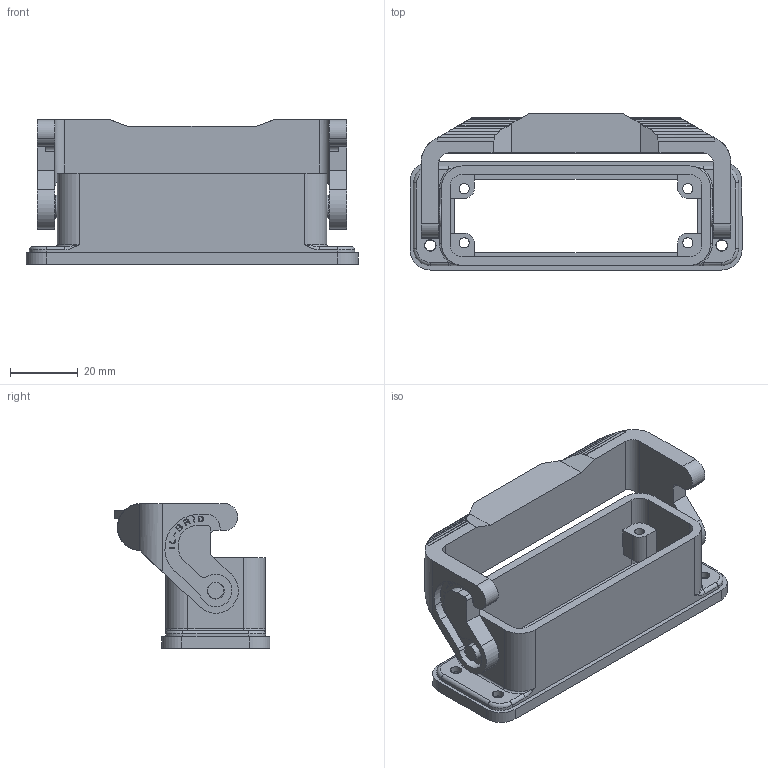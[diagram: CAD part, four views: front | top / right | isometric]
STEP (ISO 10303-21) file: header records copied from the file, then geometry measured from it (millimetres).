
FILE_DESCRIPTION(('Creo Elements/Direct Modeling STEP Export'),'2;1');
FILE_NAME('0ln7tug4lildmin1528','2018-11-05T10:54:52',(''),(''),'PTC Creo Elements/Direct Modeling STEP processor for AP214 (Solid Model)','PTC Creo Elements/Direct Modeling 19.0E 27-Jun-2016 (C) Parametric Technology GmbH','');
FILE_SCHEMA(('AUTOMOTIVE_DESIGN { 1 0 10303 214 1 1 1 1 }'));
Length unit declared in the file: millimetre
Products named in the file (2): CZI_25_L
Assembly tree (1 placements, depth 2):
  CZI_25_L
    CZI_25_L
Bounding box: 98 x 46 x 42.8 mm (x, y, z)
Volume: 35013.6 mm3; surface area: 22887.4 mm2
Topology: 1 solids, 1 shells, 373 faces, 1261 edges, 924 vertices
Faces by surface type: plane 182, cylinder 171, torus 8, cone 8, bspline 4
Entity records: 20364 total; most frequent: CARTESIAN_POINT 6346, ORIENTED_EDGE 2514, DIRECTION 2099, EDGE_CURVE 1257, VERTEX_POINT 924, VECTOR 831, LINE 831, AXIS2_PLACEMENT_3D 634
